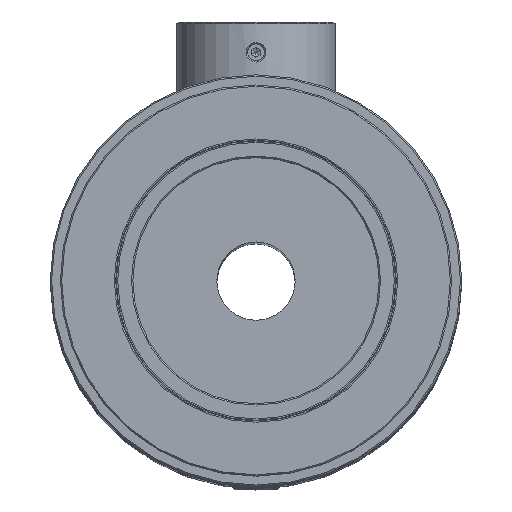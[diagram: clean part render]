
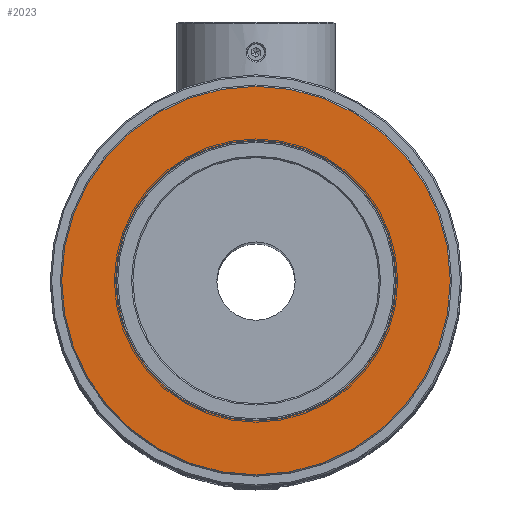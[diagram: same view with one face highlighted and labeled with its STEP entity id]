
A CAD part, top view. The second image highlights one B-rep face of the part: STEP entity #2023.
In plain terms, the highlighted planar face has unit normal (0, 0, 1).
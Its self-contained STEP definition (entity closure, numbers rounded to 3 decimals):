
#1618=FACE_BOUND('',#4097,.T.);
#1619=FACE_BOUND('',#4098,.T.);
#2023=ADVANCED_FACE('',(#1618,#1619),#2906,.T.);
#2906=PLANE('',#16137);
#4097=EDGE_LOOP('',(#5812));
#4098=EDGE_LOOP('',(#5813));
#5164=CIRCLE('',#16135,20.7);
#5165=CIRCLE('',#16136,28.8);
#5812=ORIENTED_EDGE('',*,*,#11769,.T.);
#5813=ORIENTED_EDGE('',*,*,#11770,.T.);
#10198=VERTEX_POINT('',#22676);
#10199=VERTEX_POINT('',#22678);
#11769=EDGE_CURVE('',#10198,#10198,#5164,.T.);
#11770=EDGE_CURVE('',#10199,#10199,#5165,.T.);
#16135=AXIS2_PLACEMENT_3D('',#22675,#17464,#17465);
#16136=AXIS2_PLACEMENT_3D('',#22677,#17466,#17467);
#16137=AXIS2_PLACEMENT_3D('',#22679,#17468,#17469);
#17464=DIRECTION('',(0.,0.,-1.));
#17465=DIRECTION('',(1.,0.,0.));
#17466=DIRECTION('',(0.,0.,1.));
#17467=DIRECTION('',(1.,0.,0.));
#17468=DIRECTION('',(0.,0.,1.));
#17469=DIRECTION('',(-1.,0.,0.));
#22675=CARTESIAN_POINT('',(0.,0.,213.399));
#22676=CARTESIAN_POINT('',(20.7,0.,213.399));
#22677=CARTESIAN_POINT('',(0.,0.,213.399));
#22678=CARTESIAN_POINT('',(28.8,0.,213.399));
#22679=CARTESIAN_POINT('',(0.,29.,213.399));
